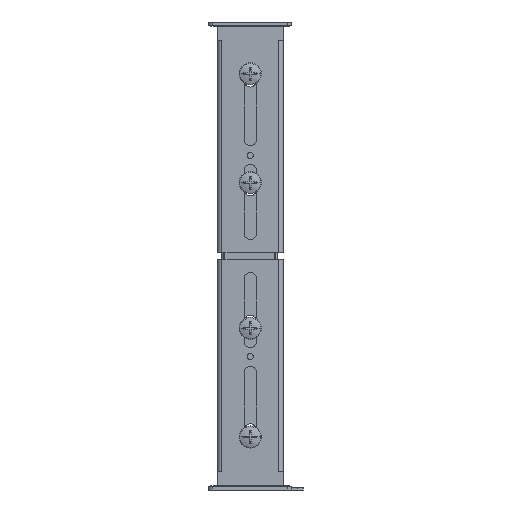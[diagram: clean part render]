
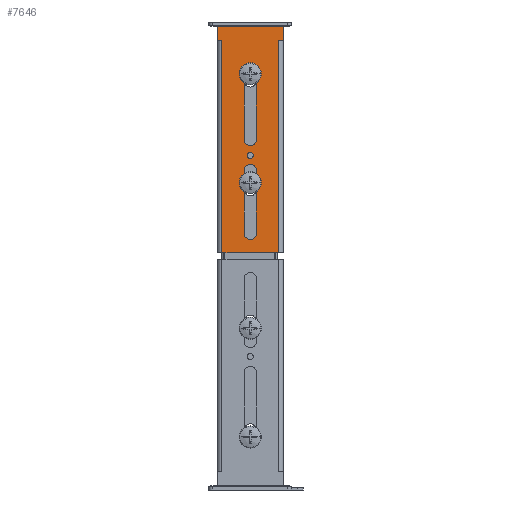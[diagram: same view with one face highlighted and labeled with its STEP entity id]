
A CAD part, left-side view. The second image highlights one B-rep face of the part: STEP entity #7646.
In plain terms, the highlighted face is planar.
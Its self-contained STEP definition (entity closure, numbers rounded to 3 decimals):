
#6687=DIRECTION('',(0.,0.,-1.));
#6688=VECTOR('',#6687,7.5);
#6689=CARTESIAN_POINT('',(17.6,7.137,120.5));
#6690=LINE('',#6689,#6688);
#6691=DIRECTION('',(-1.,0.,0.));
#6692=VECTOR('',#6691,2.5);
#6693=CARTESIAN_POINT('',(17.6,7.137,113.));
#6694=LINE('',#6693,#6692);
#6695=DIRECTION('',(-1.,0.,0.));
#6696=VECTOR('',#6695,30.2);
#6697=CARTESIAN_POINT('',(15.1,7.137,0.));
#6698=LINE('',#6697,#6696);
#6699=DIRECTION('',(0.,0.,-1.));
#6700=VECTOR('',#6699,33.5);
#6701=CARTESIAN_POINT('',(-3.25,7.137,93.9));
#6702=LINE('',#6701,#6700);
#6703=CARTESIAN_POINT('',(0.,7.137,60.4));
#6704=DIRECTION('',(0.,-1.,0.));
#6705=DIRECTION('',(-1.,0.,0.));
#6706=AXIS2_PLACEMENT_3D('',#6703,#6704,#6705);
#6708=DIRECTION('',(0.,0.,1.));
#6709=VECTOR('',#6708,33.5);
#6710=CARTESIAN_POINT('',(3.25,7.137,60.4));
#6711=LINE('',#6710,#6709);
#6712=CARTESIAN_POINT('',(0.,7.137,93.9));
#6713=DIRECTION('',(0.,-1.,0.));
#6714=DIRECTION('',(1.,0.,0.));
#6715=AXIS2_PLACEMENT_3D('',#6712,#6713,#6714);
#6717=DIRECTION('',(0.,0.,-1.));
#6718=VECTOR('',#6717,33.5);
#6719=CARTESIAN_POINT('',(-3.25,7.137,43.9));
#6720=LINE('',#6719,#6718);
#6721=CARTESIAN_POINT('',(0.,7.137,10.4));
#6722=DIRECTION('',(0.,-1.,0.));
#6723=DIRECTION('',(-1.,0.,0.));
#6724=AXIS2_PLACEMENT_3D('',#6721,#6722,#6723);
#6726=DIRECTION('',(0.,0.,1.));
#6727=VECTOR('',#6726,33.5);
#6728=CARTESIAN_POINT('',(3.25,7.137,10.4));
#6729=LINE('',#6728,#6727);
#6730=CARTESIAN_POINT('',(0.,7.137,43.9));
#6731=DIRECTION('',(0.,-1.,0.));
#6732=DIRECTION('',(1.,0.,0.));
#6733=AXIS2_PLACEMENT_3D('',#6730,#6731,#6732);
#6735=CARTESIAN_POINT('',(0.,7.137,51.9));
#6736=DIRECTION('',(0.,-1.,0.));
#6737=DIRECTION('',(0.,0.,-1.));
#6738=AXIS2_PLACEMENT_3D('',#6735,#6736,#6737);
#6740=CARTESIAN_POINT('',(0.,7.137,51.9));
#6741=DIRECTION('',(0.,-1.,0.));
#6742=DIRECTION('',(0.,0.,1.));
#6743=AXIS2_PLACEMENT_3D('',#6740,#6741,#6742);
#6745=DIRECTION('',(0.,0.,-1.));
#6746=VECTOR('',#6745,7.5);
#6747=CARTESIAN_POINT('',(-17.6,7.137,120.5));
#6748=LINE('',#6747,#6746);
#6782=DIRECTION('',(-1.,0.,0.));
#6783=VECTOR('',#6782,35.2);
#6784=CARTESIAN_POINT('',(17.6,7.137,120.5));
#6785=LINE('',#6784,#6783);
#6983=DIRECTION('',(1.,0.,0.));
#6984=VECTOR('',#6983,2.5);
#6985=CARTESIAN_POINT('',(-17.6,7.137,113.));
#6986=LINE('',#6985,#6984);
#7009=DIRECTION('',(0.,0.,-1.));
#7010=VECTOR('',#7009,113.);
#7011=CARTESIAN_POINT('',(-15.1,7.137,113.));
#7012=LINE('',#7011,#7010);
#7099=DIRECTION('',(0.,0.,1.));
#7100=VECTOR('',#7099,113.);
#7101=CARTESIAN_POINT('',(15.1,7.137,0.));
#7102=LINE('',#7101,#7100);
#7397=CARTESIAN_POINT('',(-17.6,7.137,120.5));
#7398=CARTESIAN_POINT('',(-17.6,7.137,113.));
#7399=VERTEX_POINT('',#7397);
#7400=VERTEX_POINT('',#7398);
#7401=CARTESIAN_POINT('',(17.6,7.137,120.5));
#7402=VERTEX_POINT('',#7401);
#7403=CARTESIAN_POINT('',(17.6,7.137,113.));
#7404=VERTEX_POINT('',#7403);
#7405=CARTESIAN_POINT('',(15.1,7.137,113.));
#7406=VERTEX_POINT('',#7405);
#7407=CARTESIAN_POINT('',(15.1,7.137,0.));
#7408=VERTEX_POINT('',#7407);
#7409=CARTESIAN_POINT('',(-15.1,7.137,0.));
#7410=VERTEX_POINT('',#7409);
#7411=CARTESIAN_POINT('',(-15.1,7.137,113.));
#7412=VERTEX_POINT('',#7411);
#7413=CARTESIAN_POINT('',(-3.25,7.137,93.9));
#7414=CARTESIAN_POINT('',(-3.25,7.137,60.4));
#7415=VERTEX_POINT('',#7413);
#7416=VERTEX_POINT('',#7414);
#7417=CARTESIAN_POINT('',(3.25,7.137,60.4));
#7418=VERTEX_POINT('',#7417);
#7419=CARTESIAN_POINT('',(3.25,7.137,93.9));
#7420=VERTEX_POINT('',#7419);
#7421=CARTESIAN_POINT('',(-3.25,7.137,43.9));
#7422=CARTESIAN_POINT('',(-3.25,7.137,10.4));
#7423=VERTEX_POINT('',#7421);
#7424=VERTEX_POINT('',#7422);
#7425=CARTESIAN_POINT('',(3.25,7.137,10.4));
#7426=VERTEX_POINT('',#7425);
#7427=CARTESIAN_POINT('',(3.25,7.137,43.9));
#7428=VERTEX_POINT('',#7427);
#7429=CARTESIAN_POINT('',(0.,7.137,50.3));
#7430=CARTESIAN_POINT('',(0.,7.137,53.5));
#7431=VERTEX_POINT('',#7429);
#7432=VERTEX_POINT('',#7430);
#7597=CARTESIAN_POINT('',(-17.6,7.137,0.));
#7598=DIRECTION('',(0.,-1.,0.));
#7599=DIRECTION('',(1.,0.,0.));
#7600=AXIS2_PLACEMENT_3D('',#7597,#7598,#7599);
#7601=PLANE('',#7600);
#7603=ORIENTED_EDGE('',*,*,#7602,.F.);
#7605=ORIENTED_EDGE('',*,*,#7604,.F.);
#7607=ORIENTED_EDGE('',*,*,#7606,.T.);
#7609=ORIENTED_EDGE('',*,*,#7608,.T.);
#7611=ORIENTED_EDGE('',*,*,#7610,.F.);
#7613=ORIENTED_EDGE('',*,*,#7612,.T.);
#7615=ORIENTED_EDGE('',*,*,#7614,.F.);
#7617=ORIENTED_EDGE('',*,*,#7616,.F.);
#7618=EDGE_LOOP('',(#7603,#7605,#7607,#7609,#7611,#7613,#7615,#7617));
#7619=FACE_OUTER_BOUND('',#7618,.F.);
#7621=ORIENTED_EDGE('',*,*,#7620,.T.);
#7623=ORIENTED_EDGE('',*,*,#7622,.T.);
#7625=ORIENTED_EDGE('',*,*,#7624,.T.);
#7627=ORIENTED_EDGE('',*,*,#7626,.T.);
#7628=EDGE_LOOP('',(#7621,#7623,#7625,#7627));
#7629=FACE_BOUND('',#7628,.F.);
#7631=ORIENTED_EDGE('',*,*,#7630,.T.);
#7633=ORIENTED_EDGE('',*,*,#7632,.T.);
#7635=ORIENTED_EDGE('',*,*,#7634,.T.);
#7637=ORIENTED_EDGE('',*,*,#7636,.T.);
#7638=EDGE_LOOP('',(#7631,#7633,#7635,#7637));
#7639=FACE_BOUND('',#7638,.F.);
#7641=ORIENTED_EDGE('',*,*,#7640,.T.);
#7643=ORIENTED_EDGE('',*,*,#7642,.T.);
#7644=EDGE_LOOP('',(#7641,#7643));
#7645=FACE_BOUND('',#7644,.F.);
#6707=CIRCLE('',#6706,3.25);
#6716=CIRCLE('',#6715,3.25);
#6725=CIRCLE('',#6724,3.25);
#6734=CIRCLE('',#6733,3.25);
#6739=CIRCLE('',#6738,1.6);
#6744=CIRCLE('',#6743,1.6);
#7602=EDGE_CURVE('',#7399,#7400,#6748,.T.);
#7604=EDGE_CURVE('',#7402,#7399,#6785,.T.);
#7606=EDGE_CURVE('',#7402,#7404,#6690,.T.);
#7608=EDGE_CURVE('',#7404,#7406,#6694,.T.);
#7610=EDGE_CURVE('',#7408,#7406,#7102,.T.);
#7612=EDGE_CURVE('',#7408,#7410,#6698,.T.);
#7614=EDGE_CURVE('',#7412,#7410,#7012,.T.);
#7616=EDGE_CURVE('',#7400,#7412,#6986,.T.);
#7620=EDGE_CURVE('',#7415,#7416,#6702,.T.);
#7622=EDGE_CURVE('',#7416,#7418,#6707,.T.);
#7624=EDGE_CURVE('',#7418,#7420,#6711,.T.);
#7626=EDGE_CURVE('',#7420,#7415,#6716,.T.);
#7630=EDGE_CURVE('',#7423,#7424,#6720,.T.);
#7632=EDGE_CURVE('',#7424,#7426,#6725,.T.);
#7634=EDGE_CURVE('',#7426,#7428,#6729,.T.);
#7636=EDGE_CURVE('',#7428,#7423,#6734,.T.);
#7640=EDGE_CURVE('',#7431,#7432,#6739,.T.);
#7642=EDGE_CURVE('',#7432,#7431,#6744,.T.);
#7646=ADVANCED_FACE('',(#7619,#7629,#7639,#7645),#7601,.T.);
